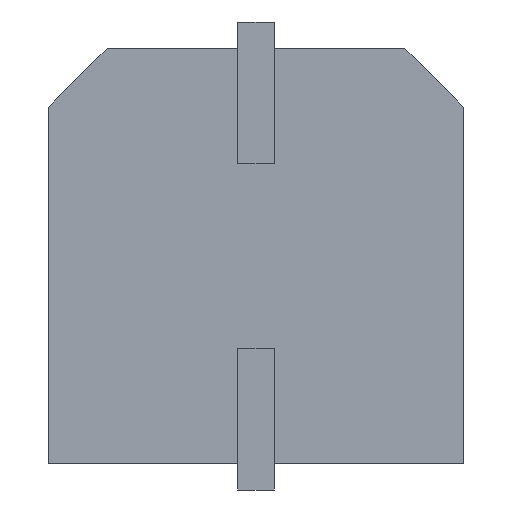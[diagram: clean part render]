
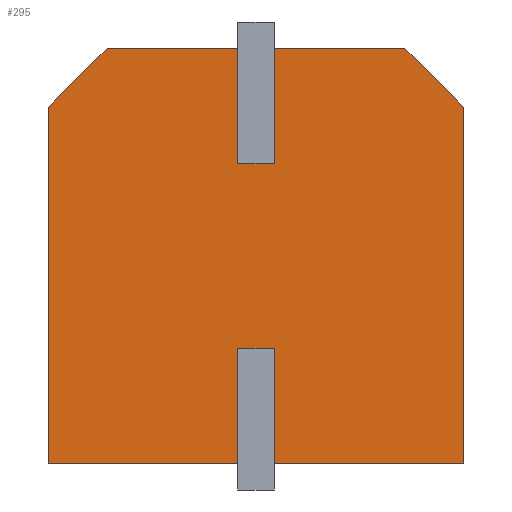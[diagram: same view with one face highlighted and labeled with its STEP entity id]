
A CAD part, front view. The second image highlights one B-rep face of the part: STEP entity #295.
In plain terms, the highlighted planar face has unit normal (0, -1, 0).
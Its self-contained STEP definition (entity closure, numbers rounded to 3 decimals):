
#6 = EDGE_CURVE ( 'NONE', #582, #1600, #1703, .T. ) ;
#8 = CARTESIAN_POINT ( 'NONE',  ( 0.45, 0., 2.3 ) ) ;
#14 = CARTESIAN_POINT ( 'NONE',  ( -0.45, 0., 2.3 ) ) ;
#22 = EDGE_CURVE ( 'NONE', #776, #522, #665, .T. ) ;
#31 = AXIS2_PLACEMENT_3D ( 'NONE', #987, #1269, #877 ) ;
#51 = VECTOR ( 'NONE', #1053, 1000. ) ;
#98 = DIRECTION ( 'NONE',  ( 1., 0., 0. ) ) ;
#100 = EDGE_CURVE ( 'NONE', #1600, #330, #1041, .T. ) ;
#122 = LINE ( 'NONE', #366, #1419 ) ;
#135 = VECTOR ( 'NONE', #964, 1000. ) ;
#158 = EDGE_CURVE ( 'NONE', #811, #776, #551, .T. ) ;
#161 = FACE_OUTER_BOUND ( 'NONE', #790, .T. ) ;
#166 = CARTESIAN_POINT ( 'NONE',  ( -5.15, 0., -5.15 ) ) ;
#177 = CARTESIAN_POINT ( 'NONE',  ( -5.15, 0., 3.691 ) ) ;
#185 = VERTEX_POINT ( 'NONE', #285 ) ;
#242 = CARTESIAN_POINT ( 'NONE',  ( 0.45, 0., 0. ) ) ;
#263 = DIRECTION ( 'NONE',  ( 0., 0., -1. ) ) ;
#269 = ORIENTED_EDGE ( 'NONE', *, *, #566, .T. ) ;
#278 = CARTESIAN_POINT ( 'NONE',  ( -5.15, 0., 3.691 ) ) ;
#285 = CARTESIAN_POINT ( 'NONE',  ( 5.15, 0., -5.15 ) ) ;
#295 = ADVANCED_FACE ( 'NONE', ( #161 ), #1535, .T. ) ;
#303 = ORIENTED_EDGE ( 'NONE', *, *, #1249, .F. ) ;
#330 = VERTEX_POINT ( 'NONE', #729 ) ;
#337 = DIRECTION ( 'NONE',  ( -1., 0., 0. ) ) ;
#366 = CARTESIAN_POINT ( 'NONE',  ( 3.691, 0., 5.15 ) ) ;
#373 = VERTEX_POINT ( 'NONE', #1529 ) ;
#382 = EDGE_CURVE ( 'NONE', #1169, #1659, #1038, .T. ) ;
#392 = ORIENTED_EDGE ( 'NONE', *, *, #22, .F. ) ;
#418 = LINE ( 'NONE', #1064, #51 ) ;
#443 = EDGE_CURVE ( 'NONE', #330, #1429, #1679, .T. ) ;
#460 = ORIENTED_EDGE ( 'NONE', *, *, #100, .F. ) ;
#479 = VECTOR ( 'NONE', #1469, 1000. ) ;
#483 = ORIENTED_EDGE ( 'NONE', *, *, #443, .F. ) ;
#484 = CARTESIAN_POINT ( 'NONE',  ( 0.45, 0., -2.3 ) ) ;
#496 = CARTESIAN_POINT ( 'NONE',  ( -0.45, 0., -2.3 ) ) ;
#509 = ORIENTED_EDGE ( 'NONE', *, *, #637, .F. ) ;
#514 = DIRECTION ( 'NONE',  ( 0., 0., 1. ) ) ;
#522 = VERTEX_POINT ( 'NONE', #899 ) ;
#541 = VECTOR ( 'NONE', #1292, 1000. ) ;
#545 = DIRECTION ( 'NONE',  ( 0.707, 0., 0.707 ) ) ;
#551 = LINE ( 'NONE', #278, #479 ) ;
#566 = EDGE_CURVE ( 'NONE', #1168, #858, #1380, .T. ) ;
#576 = CARTESIAN_POINT ( 'NONE',  ( 0.45, 0., -5.15 ) ) ;
#582 = VERTEX_POINT ( 'NONE', #1318 ) ;
#637 = EDGE_CURVE ( 'NONE', #373, #811, #418, .T. ) ;
#639 = CARTESIAN_POINT ( 'NONE',  ( 0.45, 0., 2.3 ) ) ;
#655 = LINE ( 'NONE', #1364, #135 ) ;
#665 = LINE ( 'NONE', #681, #1473 ) ;
#671 = DIRECTION ( 'NONE',  ( 1., 0., 0. ) ) ;
#681 = CARTESIAN_POINT ( 'NONE',  ( -3.691, 0., 5.15 ) ) ;
#715 = LINE ( 'NONE', #1107, #1415 ) ;
#729 = CARTESIAN_POINT ( 'NONE',  ( 0.45, 0., 2.3 ) ) ;
#761 = CARTESIAN_POINT ( 'NONE',  ( 5.15, 0., -5.15 ) ) ;
#762 = LINE ( 'NONE', #1145, #1004 ) ;
#776 = VERTEX_POINT ( 'NONE', #177 ) ;
#784 = EDGE_CURVE ( 'NONE', #185, #858, #715, .T. ) ;
#790 = EDGE_LOOP ( 'NONE', ( #1275, #269, #1202, #303, #900, #1475, #483, #460, #1146, #1681, #392, #1519, #509, #1349 ) ) ;
#793 = VECTOR ( 'NONE', #1051, 1000. ) ;
#811 = VERTEX_POINT ( 'NONE', #166 ) ;
#827 = EDGE_CURVE ( 'NONE', #1429, #1169, #655, .T. ) ;
#858 = VERTEX_POINT ( 'NONE', #576 ) ;
#877 = DIRECTION ( 'NONE',  ( 0., 0., -1. ) ) ;
#899 = CARTESIAN_POINT ( 'NONE',  ( -3.691, 0., 5.15 ) ) ;
#900 = ORIENTED_EDGE ( 'NONE', *, *, #382, .F. ) ;
#924 = EDGE_CURVE ( 'NONE', #1168, #1493, #762, .T. ) ;
#964 = DIRECTION ( 'NONE',  ( 1., 0., 0. ) ) ;
#967 = VECTOR ( 'NONE', #514, 1000. ) ;
#987 = CARTESIAN_POINT ( 'NONE',  ( 0., 0., 0. ) ) ;
#1002 = DIRECTION ( 'NONE',  ( 0.707, 0., -0.707 ) ) ;
#1004 = VECTOR ( 'NONE', #337, 1000. ) ;
#1012 = CARTESIAN_POINT ( 'NONE',  ( 3.691, 0., 5.15 ) ) ;
#1038 = LINE ( 'NONE', #1423, #1396 ) ;
#1041 = LINE ( 'NONE', #8, #1491 ) ;
#1051 = DIRECTION ( 'NONE',  ( 0., 0., -1. ) ) ;
#1053 = DIRECTION ( 'NONE',  ( -1., 0., 0. ) ) ;
#1064 = CARTESIAN_POINT ( 'NONE',  ( -5.15, 0., -5.15 ) ) ;
#1107 = CARTESIAN_POINT ( 'NONE',  ( -5.15, 0., -5.15 ) ) ;
#1131 = CARTESIAN_POINT ( 'NONE',  ( 5.15, 0., 3.691 ) ) ;
#1143 = DIRECTION ( 'NONE',  ( 0., 0., -1. ) ) ;
#1145 = CARTESIAN_POINT ( 'NONE',  ( 0.45, 0., -2.3 ) ) ;
#1146 = ORIENTED_EDGE ( 'NONE', *, *, #6, .F. ) ;
#1168 = VERTEX_POINT ( 'NONE', #484 ) ;
#1169 = VERTEX_POINT ( 'NONE', #1012 ) ;
#1202 = ORIENTED_EDGE ( 'NONE', *, *, #784, .F. ) ;
#1249 = EDGE_CURVE ( 'NONE', #1659, #185, #1565, .T. ) ;
#1259 = VECTOR ( 'NONE', #1143, 1000. ) ;
#1269 = DIRECTION ( 'NONE',  ( 0., -1., 0. ) ) ;
#1275 = ORIENTED_EDGE ( 'NONE', *, *, #924, .F. ) ;
#1292 = DIRECTION ( 'NONE',  ( 0., 0., -1. ) ) ;
#1318 = CARTESIAN_POINT ( 'NONE',  ( -0.45, 0., 5.15 ) ) ;
#1349 = ORIENTED_EDGE ( 'NONE', *, *, #1407, .F. ) ;
#1364 = CARTESIAN_POINT ( 'NONE',  ( 3.691, 0., 5.15 ) ) ;
#1371 = VECTOR ( 'NONE', #263, 1000. ) ;
#1380 = LINE ( 'NONE', #242, #793 ) ;
#1396 = VECTOR ( 'NONE', #1002, 1000. ) ;
#1407 = EDGE_CURVE ( 'NONE', #1493, #373, #1572, .T. ) ;
#1415 = VECTOR ( 'NONE', #1496, 1000. ) ;
#1419 = VECTOR ( 'NONE', #98, 1000. ) ;
#1423 = CARTESIAN_POINT ( 'NONE',  ( 5.15, 0., 3.691 ) ) ;
#1429 = VERTEX_POINT ( 'NONE', #1527 ) ;
#1469 = DIRECTION ( 'NONE',  ( 0., 0., 1. ) ) ;
#1473 = VECTOR ( 'NONE', #545, 1000. ) ;
#1475 = ORIENTED_EDGE ( 'NONE', *, *, #827, .F. ) ;
#1490 = EDGE_CURVE ( 'NONE', #522, #582, #122, .T. ) ;
#1491 = VECTOR ( 'NONE', #671, 1000. ) ;
#1493 = VERTEX_POINT ( 'NONE', #496 ) ;
#1496 = DIRECTION ( 'NONE',  ( -1., 0., 0. ) ) ;
#1519 = ORIENTED_EDGE ( 'NONE', *, *, #158, .F. ) ;
#1527 = CARTESIAN_POINT ( 'NONE',  ( 0.45, 0., 5.15 ) ) ;
#1529 = CARTESIAN_POINT ( 'NONE',  ( -0.45, 0., -5.15 ) ) ;
#1535 = PLANE ( 'NONE',  #31 ) ;
#1565 = LINE ( 'NONE', #761, #541 ) ;
#1572 = LINE ( 'NONE', #1676, #1259 ) ;
#1600 = VERTEX_POINT ( 'NONE', #1657 ) ;
#1657 = CARTESIAN_POINT ( 'NONE',  ( -0.45, 0., 2.3 ) ) ;
#1659 = VERTEX_POINT ( 'NONE', #1131 ) ;
#1676 = CARTESIAN_POINT ( 'NONE',  ( -0.45, 0., -2.3 ) ) ;
#1679 = LINE ( 'NONE', #639, #967 ) ;
#1681 = ORIENTED_EDGE ( 'NONE', *, *, #1490, .F. ) ;
#1703 = LINE ( 'NONE', #14, #1371 ) ;
